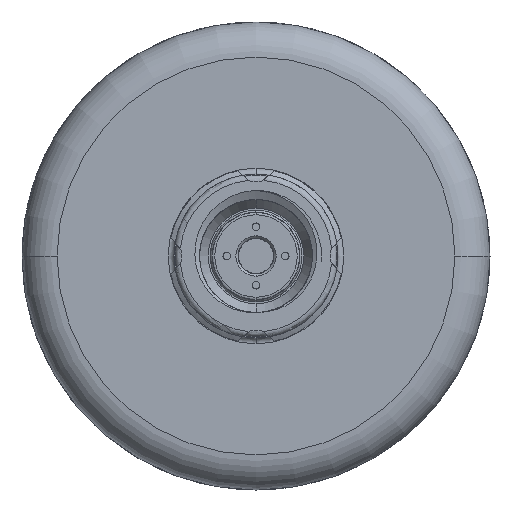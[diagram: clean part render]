
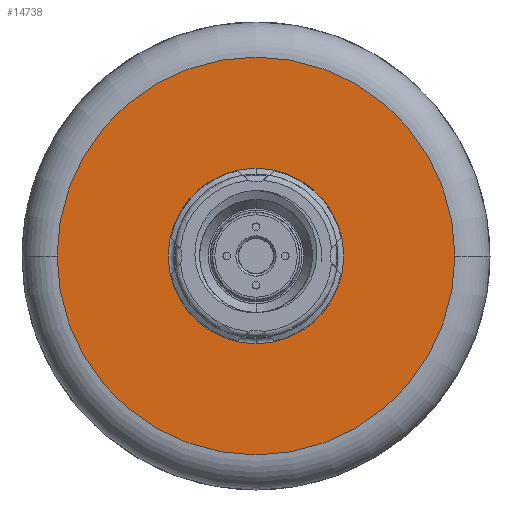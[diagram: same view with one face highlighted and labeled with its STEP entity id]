
A CAD part, front view. The second image highlights one B-rep face of the part: STEP entity #14738.
In plain terms, the highlighted planar face has unit normal (0, -1, 0).
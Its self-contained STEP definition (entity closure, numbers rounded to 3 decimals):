
#2=CARTESIAN_POINT('',(0.,0.,0.));
#3=DIRECTION('',(0.,-1.,0.));
#4=DIRECTION('',(1.,0.,0.));
#5=AXIS2_PLACEMENT_3D('',#2,#3,#4);
#7=CARTESIAN_POINT('',(0.,0.,0.));
#8=DIRECTION('',(0.,-1.,0.));
#9=DIRECTION('',(-1.,0.,0.));
#10=AXIS2_PLACEMENT_3D('',#7,#8,#9);
#12=CARTESIAN_POINT('',(0.,0.,0.));
#13=DIRECTION('',(0.,-1.,0.));
#14=DIRECTION('',(0.,0.,1.));
#15=AXIS2_PLACEMENT_3D('',#12,#13,#14);
#17=CARTESIAN_POINT('',(0.,0.,0.));
#18=DIRECTION('',(0.,-1.,0.));
#19=DIRECTION('',(0.,0.,-1.));
#20=AXIS2_PLACEMENT_3D('',#17,#18,#19);
#13683=CARTESIAN_POINT('',(34.,0.,0.));
#13684=CARTESIAN_POINT('',(-34.,0.,0.));
#13685=VERTEX_POINT('',#13683);
#13686=VERTEX_POINT('',#13684);
#13755=CARTESIAN_POINT('',(0.,0.,15.));
#13756=CARTESIAN_POINT('',(0.,0.,-15.));
#13757=VERTEX_POINT('',#13755);
#13758=VERTEX_POINT('',#13756);
#14721=CARTESIAN_POINT('',(0.,0.,0.));
#14722=DIRECTION('',(0.,1.,0.));
#14723=DIRECTION('',(-1.,0.,0.));
#14724=AXIS2_PLACEMENT_3D('',#14721,#14722,#14723);
#14725=PLANE('',#14724);
#14727=ORIENTED_EDGE('',*,*,#14726,.F.);
#14729=ORIENTED_EDGE('',*,*,#14728,.F.);
#14730=EDGE_LOOP('',(#14727,#14729));
#14731=FACE_OUTER_BOUND('',#14730,.F.);
#14733=ORIENTED_EDGE('',*,*,#14732,.T.);
#14735=ORIENTED_EDGE('',*,*,#14734,.T.);
#14736=EDGE_LOOP('',(#14733,#14735));
#14737=FACE_BOUND('',#14736,.F.);
#14738=ADVANCED_FACE('',(#14731,#14737),#14725,.F.);
#6=CIRCLE('',#5,34.);
#11=CIRCLE('',#10,34.);
#16=CIRCLE('',#15,15.);
#21=CIRCLE('',#20,15.);
#14726=EDGE_CURVE('',#13685,#13686,#6,.T.);
#14728=EDGE_CURVE('',#13686,#13685,#11,.T.);
#14732=EDGE_CURVE('',#13757,#13758,#16,.T.);
#14734=EDGE_CURVE('',#13758,#13757,#21,.T.);
